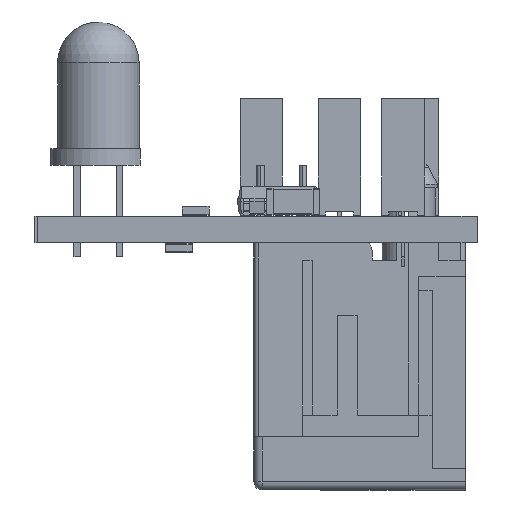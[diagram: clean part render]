
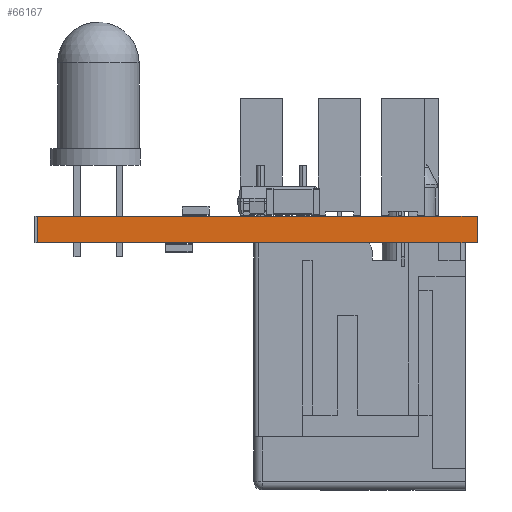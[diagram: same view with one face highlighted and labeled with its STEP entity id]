
A CAD part, left-side view. The second image highlights one B-rep face of the part: STEP entity #66167.
In plain terms, the highlighted planar face has unit normal (-1, 0, 0).
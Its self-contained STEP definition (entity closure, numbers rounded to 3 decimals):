
#62443 = PLANE('',#62444);
#62444 = AXIS2_PLACEMENT_3D('',#62445,#62446,#62447);
#62445 = CARTESIAN_POINT('',(138.43,-45.784,1.6));
#62446 = DIRECTION('',(0.,0.,-1.));
#62447 = DIRECTION('',(-1.,0.,0.));
#62471 = PLANE('',#62472);
#62472 = AXIS2_PLACEMENT_3D('',#62473,#62474,#62475);
#62473 = CARTESIAN_POINT('',(177.8,-59.055,0.));
#62474 = DIRECTION('',(0.,-1.,0.));
#62475 = DIRECTION('',(-1.,0.,0.));
#62497 = PLANE('',#62498);
#62498 = AXIS2_PLACEMENT_3D('',#62499,#62500,#62501);
#62499 = CARTESIAN_POINT('',(138.43,-45.784,0.));
#62500 = DIRECTION('',(0.,0.,-1.));
#62501 = DIRECTION('',(-1.,0.,0.));
#62530 = PLANE('',#62531);
#62531 = AXIS2_PLACEMENT_3D('',#62532,#62533,#62534);
#62532 = CARTESIAN_POINT('',(99.06,-32.639,0.));
#62533 = DIRECTION('',(-1.,0.,0.));
#62534 = DIRECTION('',(0.,1.,0.));
#62590 = VERTEX_POINT('',#62591);
#62591 = CARTESIAN_POINT('',(99.06,-59.055,1.6));
#62612 = EDGE_CURVE('',#62613,#62590,#62615,.T.);
#62613 = VERTEX_POINT('',#62614);
#62614 = CARTESIAN_POINT('',(99.06,-59.055,0.));
#62615 = SURFACE_CURVE('',#62616,(#62620,#62627),.PCURVE_S1.);
#62616 = LINE('',#62617,#62618);
#62617 = CARTESIAN_POINT('',(99.06,-59.055,0.));
#62618 = VECTOR('',#62619,1.);
#62619 = DIRECTION('',(0.,0.,1.));
#62620 = PCURVE('',#62471,#62621);
#62621 = DEFINITIONAL_REPRESENTATION('',(#62622),#62626);
#62622 = LINE('',#62623,#62624);
#62623 = CARTESIAN_POINT('',(78.74,0.));
#62624 = VECTOR('',#62625,1.);
#62625 = DIRECTION('',(0.,-1.));
#62626 = ( GEOMETRIC_REPRESENTATION_CONTEXT(2) 
PARAMETRIC_REPRESENTATION_CONTEXT() REPRESENTATION_CONTEXT('2D SPACE',''
  ) );
#62627 = PCURVE('',#62628,#62633);
#62628 = PLANE('',#62629);
#62629 = AXIS2_PLACEMENT_3D('',#62630,#62631,#62632);
#62630 = CARTESIAN_POINT('',(99.06,-59.055,0.));
#62631 = DIRECTION('',(-1.,0.,0.));
#62632 = DIRECTION('',(0.,1.,0.));
#62633 = DEFINITIONAL_REPRESENTATION('',(#62634),#62638);
#62634 = LINE('',#62635,#62636);
#62635 = CARTESIAN_POINT('',(0.,0.));
#62636 = VECTOR('',#62637,1.);
#62637 = DIRECTION('',(0.,-1.));
#62638 = ( GEOMETRIC_REPRESENTATION_CONTEXT(2) 
PARAMETRIC_REPRESENTATION_CONTEXT() REPRESENTATION_CONTEXT('2D SPACE',''
  ) );
#62666 = EDGE_CURVE('',#62613,#62667,#62669,.T.);
#62667 = VERTEX_POINT('',#62668);
#62668 = CARTESIAN_POINT('',(99.06,-32.639,0.));
#62669 = SURFACE_CURVE('',#62670,(#62674,#62681),.PCURVE_S1.);
#62670 = LINE('',#62671,#62672);
#62671 = CARTESIAN_POINT('',(99.06,-59.055,0.));
#62672 = VECTOR('',#62673,1.);
#62673 = DIRECTION('',(0.,1.,0.));
#62674 = PCURVE('',#62497,#62675);
#62675 = DEFINITIONAL_REPRESENTATION('',(#62676),#62680);
#62676 = LINE('',#62677,#62678);
#62677 = CARTESIAN_POINT('',(39.37,-13.272));
#62678 = VECTOR('',#62679,1.);
#62679 = DIRECTION('',(0.,1.));
#62680 = ( GEOMETRIC_REPRESENTATION_CONTEXT(2) 
PARAMETRIC_REPRESENTATION_CONTEXT() REPRESENTATION_CONTEXT('2D SPACE',''
  ) );
#62681 = PCURVE('',#62628,#62682);
#62682 = DEFINITIONAL_REPRESENTATION('',(#62683),#62687);
#62683 = LINE('',#62684,#62685);
#62684 = CARTESIAN_POINT('',(0.,0.));
#62685 = VECTOR('',#62686,1.);
#62686 = DIRECTION('',(1.,0.));
#62687 = ( GEOMETRIC_REPRESENTATION_CONTEXT(2) 
PARAMETRIC_REPRESENTATION_CONTEXT() REPRESENTATION_CONTEXT('2D SPACE',''
  ) );
#64536 = EDGE_CURVE('',#62590,#64537,#64539,.T.);
#64537 = VERTEX_POINT('',#64538);
#64538 = CARTESIAN_POINT('',(99.06,-32.639,1.6));
#64539 = SURFACE_CURVE('',#64540,(#64544,#64551),.PCURVE_S1.);
#64540 = LINE('',#64541,#64542);
#64541 = CARTESIAN_POINT('',(99.06,-59.055,1.6));
#64542 = VECTOR('',#64543,1.);
#64543 = DIRECTION('',(0.,1.,0.));
#64544 = PCURVE('',#62443,#64545);
#64545 = DEFINITIONAL_REPRESENTATION('',(#64546),#64550);
#64546 = LINE('',#64547,#64548);
#64547 = CARTESIAN_POINT('',(39.37,-13.272));
#64548 = VECTOR('',#64549,1.);
#64549 = DIRECTION('',(0.,1.));
#64550 = ( GEOMETRIC_REPRESENTATION_CONTEXT(2) 
PARAMETRIC_REPRESENTATION_CONTEXT() REPRESENTATION_CONTEXT('2D SPACE',''
  ) );
#64551 = PCURVE('',#62628,#64552);
#64552 = DEFINITIONAL_REPRESENTATION('',(#64553),#64557);
#64553 = LINE('',#64554,#64555);
#64554 = CARTESIAN_POINT('',(0.,-1.6));
#64555 = VECTOR('',#64556,1.);
#64556 = DIRECTION('',(1.,0.));
#64557 = ( GEOMETRIC_REPRESENTATION_CONTEXT(2) 
PARAMETRIC_REPRESENTATION_CONTEXT() REPRESENTATION_CONTEXT('2D SPACE',''
  ) );
#66144 = EDGE_CURVE('',#62667,#64537,#66145,.T.);
#66145 = SURFACE_CURVE('',#66146,(#66150,#66157),.PCURVE_S1.);
#66146 = LINE('',#66147,#66148);
#66147 = CARTESIAN_POINT('',(99.06,-32.639,0.));
#66148 = VECTOR('',#66149,1.);
#66149 = DIRECTION('',(0.,0.,1.));
#66150 = PCURVE('',#62530,#66151);
#66151 = DEFINITIONAL_REPRESENTATION('',(#66152),#66156);
#66152 = LINE('',#66153,#66154);
#66153 = CARTESIAN_POINT('',(0.,0.));
#66154 = VECTOR('',#66155,1.);
#66155 = DIRECTION('',(0.,-1.));
#66156 = ( GEOMETRIC_REPRESENTATION_CONTEXT(2) 
PARAMETRIC_REPRESENTATION_CONTEXT() REPRESENTATION_CONTEXT('2D SPACE',''
  ) );
#66157 = PCURVE('',#62628,#66158);
#66158 = DEFINITIONAL_REPRESENTATION('',(#66159),#66163);
#66159 = LINE('',#66160,#66161);
#66160 = CARTESIAN_POINT('',(26.416,0.));
#66161 = VECTOR('',#66162,1.);
#66162 = DIRECTION('',(0.,-1.));
#66163 = ( GEOMETRIC_REPRESENTATION_CONTEXT(2) 
PARAMETRIC_REPRESENTATION_CONTEXT() REPRESENTATION_CONTEXT('2D SPACE',''
  ) );
#66167 = ADVANCED_FACE('',(#66168),#62628,.T.);
#66168 = FACE_BOUND('',#66169,.T.);
#66169 = EDGE_LOOP('',(#66170,#66171,#66172,#66173));
#66170 = ORIENTED_EDGE('',*,*,#62612,.T.);
#66171 = ORIENTED_EDGE('',*,*,#64536,.T.);
#66172 = ORIENTED_EDGE('',*,*,#66144,.F.);
#66173 = ORIENTED_EDGE('',*,*,#62666,.F.);
